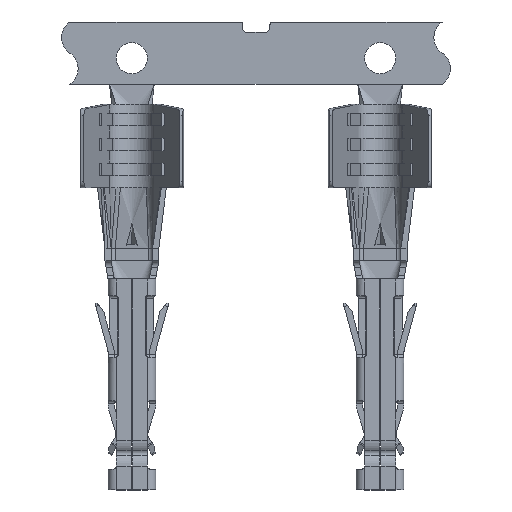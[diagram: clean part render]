
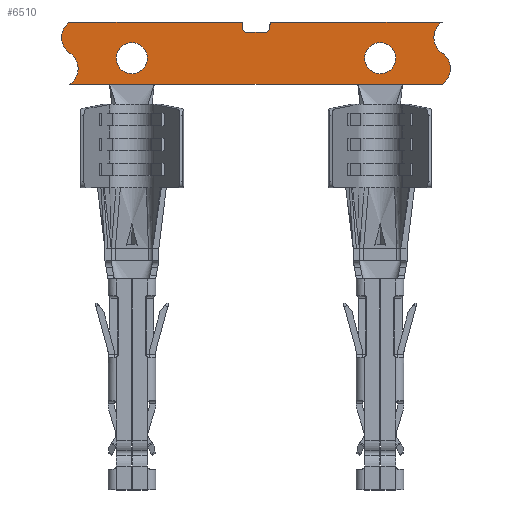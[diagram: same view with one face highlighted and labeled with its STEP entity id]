
A CAD part, top view. The second image highlights one B-rep face of the part: STEP entity #6510.
In plain terms, the highlighted planar face has unit normal (0, 0, 1).
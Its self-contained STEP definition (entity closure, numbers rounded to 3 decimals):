
#352=CIRCLE('',#7075,0.9);
#354=CIRCLE('',#7079,0.9);
#356=CIRCLE('',#7082,0.9);
#358=CIRCLE('',#7086,0.2);
#360=CIRCLE('',#7090,0.2);
#362=CIRCLE('',#7094,0.2);
#363=CIRCLE('',#7098,0.75);
#365=CIRCLE('',#7101,0.75);
#368=CIRCLE('',#7105,0.9);
#2394=ORIENTED_EDGE('',*,*,#3380,.F.);
#2395=ORIENTED_EDGE('',*,*,#3378,.T.);
#2396=ORIENTED_EDGE('',*,*,#3343,.T.);
#2397=ORIENTED_EDGE('',*,*,#3347,.T.);
#2398=ORIENTED_EDGE('',*,*,#3350,.T.);
#2399=ORIENTED_EDGE('',*,*,#3353,.T.);
#2400=ORIENTED_EDGE('',*,*,#3356,.T.);
#2401=ORIENTED_EDGE('',*,*,#3359,.T.);
#2402=ORIENTED_EDGE('',*,*,#3362,.T.);
#2403=ORIENTED_EDGE('',*,*,#3365,.T.);
#2404=ORIENTED_EDGE('',*,*,#3368,.T.);
#2405=ORIENTED_EDGE('',*,*,#3371,.T.);
#2406=ORIENTED_EDGE('',*,*,#3374,.T.);
#2407=ORIENTED_EDGE('',*,*,#3377,.T.);
#2408=ORIENTED_EDGE('',*,*,#3383,.T.);
#3343=EDGE_CURVE('',#3978,#3977,#352,.T.);
#3347=EDGE_CURVE('',#3977,#3980,#4627,.T.);
#3350=EDGE_CURVE('',#3980,#3982,#354,.T.);
#3353=EDGE_CURVE('',#3982,#3984,#356,.T.);
#3356=EDGE_CURVE('',#3984,#3986,#4632,.T.);
#3359=EDGE_CURVE('',#3986,#3988,#358,.T.);
#3362=EDGE_CURVE('',#3988,#3990,#4636,.T.);
#3365=EDGE_CURVE('',#3990,#3992,#360,.T.);
#3368=EDGE_CURVE('',#3992,#3994,#4640,.T.);
#3371=EDGE_CURVE('',#3994,#3996,#362,.T.);
#3374=EDGE_CURVE('',#3996,#3998,#4644,.T.);
#3377=EDGE_CURVE('',#3998,#4000,#4647,.T.);
#3378=EDGE_CURVE('',#4001,#4001,#363,.T.);
#3380=EDGE_CURVE('',#4003,#4003,#365,.T.);
#3383=EDGE_CURVE('',#4000,#3978,#368,.T.);
#3977=VERTEX_POINT('',#11249);
#3978=VERTEX_POINT('',#11251);
#3980=VERTEX_POINT('',#11257);
#3982=VERTEX_POINT('',#11263);
#3984=VERTEX_POINT('',#11269);
#3986=VERTEX_POINT('',#11275);
#3988=VERTEX_POINT('',#11281);
#3990=VERTEX_POINT('',#11287);
#3992=VERTEX_POINT('',#11293);
#3994=VERTEX_POINT('',#11299);
#3996=VERTEX_POINT('',#11305);
#3998=VERTEX_POINT('',#11311);
#4000=VERTEX_POINT('',#11317);
#4001=VERTEX_POINT('',#11321);
#4003=VERTEX_POINT('',#11326);
#4627=LINE('',#11258,#5270);
#4632=LINE('',#11276,#5275);
#4636=LINE('',#11288,#5279);
#4640=LINE('',#11300,#5283);
#4644=LINE('',#11312,#5287);
#4647=LINE('',#11318,#5290);
#5270=VECTOR('',#8812,1000.);
#5275=VECTOR('',#8831,1000.);
#5279=VECTOR('',#8843,1000.);
#5283=VECTOR('',#8855,1000.);
#5287=VECTOR('',#8867,1000.);
#5290=VECTOR('',#8872,1000.);
#5632=EDGE_LOOP('',(#2394));
#5633=EDGE_LOOP('',(#2395));
#5634=EDGE_LOOP('',(#2396,#2397,#2398,#2399,#2400,#2401,#2402,#2403,#2404,
#2405,#2406,#2407,#2408));
#5979=FACE_BOUND('',#5632,.T.);
#5980=FACE_BOUND('',#5633,.T.);
#5981=FACE_BOUND('',#5634,.T.);
#6170=PLANE('',#7106);
#6510=ADVANCED_FACE('',(#5979,#5980,#5981),#6170,.F.);
#7075=AXIS2_PLACEMENT_3D('',#11250,#8805,#8806);
#7079=AXIS2_PLACEMENT_3D('',#11264,#8818,#8819);
#7082=AXIS2_PLACEMENT_3D('',#11270,#8825,#8826);
#7086=AXIS2_PLACEMENT_3D('',#11282,#8837,#8838);
#7090=AXIS2_PLACEMENT_3D('',#11294,#8849,#8850);
#7094=AXIS2_PLACEMENT_3D('',#11306,#8861,#8862);
#7098=AXIS2_PLACEMENT_3D('',#11320,#8875,#8876);
#7101=AXIS2_PLACEMENT_3D('',#11325,#8881,#8882);
#7105=AXIS2_PLACEMENT_3D('',#11331,#8889,#8890);
#7106=AXIS2_PLACEMENT_3D('',#11332,#8891,#8892);
#8805=DIRECTION('',(0.,0.,-1.));
#8806=DIRECTION('',(-1.,0.,0.));
#8812=DIRECTION('',(1.,0.,0.));
#8818=DIRECTION('',(0.,0.,1.));
#8819=DIRECTION('',(-1.,0.,0.));
#8825=DIRECTION('',(0.,0.,-1.));
#8826=DIRECTION('',(1.,0.,0.));
#8831=DIRECTION('',(-1.,0.,0.));
#8837=DIRECTION('',(0.,0.,1.));
#8838=DIRECTION('',(1.,0.,0.));
#8843=DIRECTION('',(0.,-1.,0.));
#8849=DIRECTION('',(0.,0.,-1.));
#8850=DIRECTION('',(-1.,0.,0.));
#8855=DIRECTION('',(-1.,0.,0.));
#8861=DIRECTION('',(0.,0.,-1.));
#8862=DIRECTION('',(1.,0.,0.));
#8867=DIRECTION('',(0.,1.,0.));
#8872=DIRECTION('',(-1.,0.,0.));
#8875=DIRECTION('',(0.,0.,-1.));
#8876=DIRECTION('',(1.,0.,0.));
#8881=DIRECTION('',(0.,0.,1.));
#8882=DIRECTION('',(1.,0.,0.));
#8889=DIRECTION('',(0.,0.,1.));
#8890=DIRECTION('',(1.,0.,0.));
#8891=DIRECTION('',(0.,0.,-1.));
#8892=DIRECTION('',(-1.,0.,0.));
#11249=CARTESIAN_POINT('',(-9.,-1.5,0.3));
#11250=CARTESIAN_POINT('',(-9.497,-0.75,0.3));
#11251=CARTESIAN_POINT('',(-9.,0.,0.3));
#11257=CARTESIAN_POINT('',(9.,-1.5,0.3));
#11258=CARTESIAN_POINT('',(-9.,-1.5,0.3));
#11263=CARTESIAN_POINT('',(9.,0.,0.3));
#11264=CARTESIAN_POINT('',(8.503,-0.75,0.3));
#11269=CARTESIAN_POINT('',(9.,1.5,0.3));
#11270=CARTESIAN_POINT('',(9.497,0.75,0.3));
#11275=CARTESIAN_POINT('',(0.85,1.5,0.3));
#11276=CARTESIAN_POINT('',(9.,1.5,0.3));
#11281=CARTESIAN_POINT('',(0.65,1.3,0.3));
#11282=CARTESIAN_POINT('',(0.85,1.3,0.3));
#11287=CARTESIAN_POINT('',(0.65,1.2,0.3));
#11288=CARTESIAN_POINT('',(0.65,1.2,0.3));
#11293=CARTESIAN_POINT('',(0.45,1.,0.3));
#11294=CARTESIAN_POINT('',(0.45,1.2,0.3));
#11299=CARTESIAN_POINT('',(-0.45,1.,0.3));
#11300=CARTESIAN_POINT('',(-0.45,1.,0.3));
#11305=CARTESIAN_POINT('',(-0.65,1.2,0.3));
#11306=CARTESIAN_POINT('',(-0.45,1.2,0.3));
#11311=CARTESIAN_POINT('',(-0.65,1.5,0.3));
#11312=CARTESIAN_POINT('',(-0.65,1.5,0.3));
#11317=CARTESIAN_POINT('',(-9.,1.5,0.3));
#11318=CARTESIAN_POINT('',(-0.65,1.5,0.3));
#11320=CARTESIAN_POINT('',(-6.,-0.25,0.3));
#11321=CARTESIAN_POINT('',(-5.25,-0.25,0.3));
#11325=CARTESIAN_POINT('',(6.,-0.25,0.3));
#11326=CARTESIAN_POINT('',(6.75,-0.25,0.3));
#11331=CARTESIAN_POINT('',(-8.503,0.75,0.3));
#11332=CARTESIAN_POINT('',(-9.497,-0.75,0.3));
